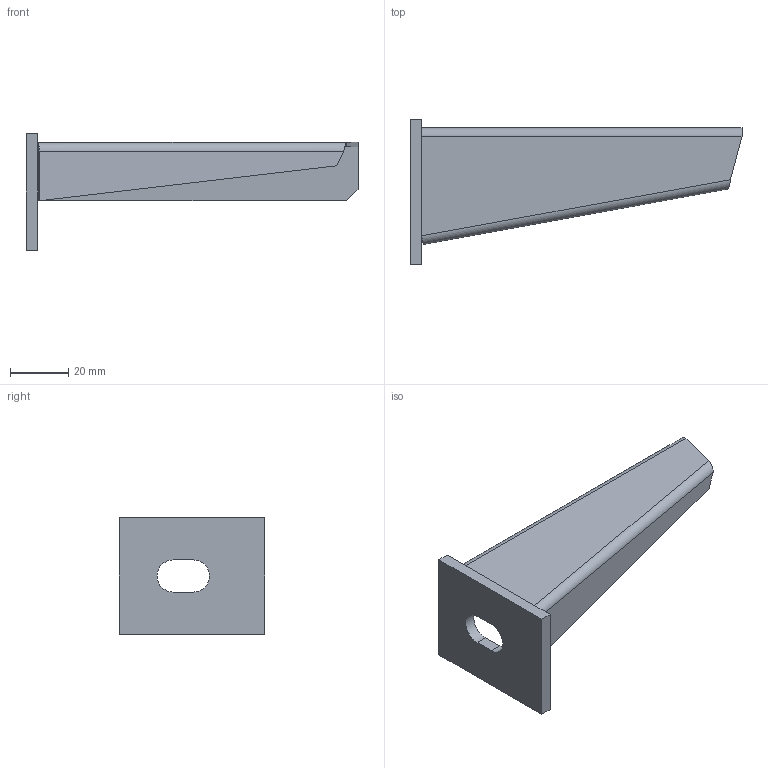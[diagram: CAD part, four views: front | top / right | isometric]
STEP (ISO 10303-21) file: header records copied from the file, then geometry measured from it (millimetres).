
FILE_DESCRIPTION (( 'STEP AP214' ), '1' );
FILE_NAME ('6420681.STEP', '2025-02-10T15:50:32', ( '' ), ( '' ), 'SwSTEP 2.0', 'SolidWorks 2024', '' );
FILE_SCHEMA (( 'AUTOMOTIVE_DESIGN' ));
Length unit declared in the file: millimetre
Products named in the file (3): KTS 04.019-051_New engraving MLAR AS-AW 15 11 mit R1,5; KTS 04.020-031_50x40x4; 6420681
Assembly tree (2 placements, depth 2):
  6420681
    KTS 04.019-051_New engraving MLAR AS-AW 15 11 mit R1,5
    KTS 04.020-031_50x40x4
Bounding box: 114 x 50 x 40 mm (x, y, z)
Volume: 16801.8 mm3; surface area: 17999.7 mm2
Topology: 2 solids, 2 shells, 28 faces, 67 edges, 43 vertices
Faces by surface type: plane 23, cylinder 4, bspline 1
Entity records: 920 total; most frequent: CARTESIAN_POINT 188, ORIENTED_EDGE 134, DIRECTION 132, EDGE_CURVE 67, VECTOR 54, LINE 54, VERTEX_POINT 43, AXIS2_PLACEMENT_3D 39
